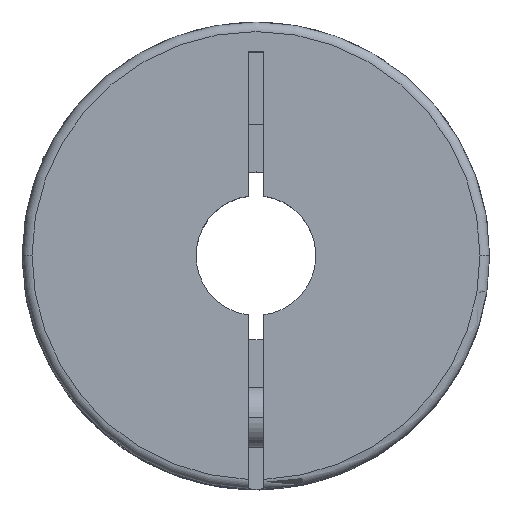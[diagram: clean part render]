
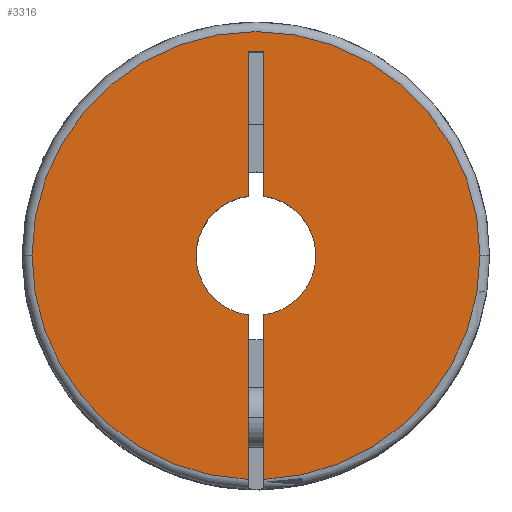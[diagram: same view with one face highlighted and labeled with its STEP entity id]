
A CAD part, top view. The second image highlights one B-rep face of the part: STEP entity #3316.
In plain terms, the highlighted planar face has unit normal (0, 0, 1).
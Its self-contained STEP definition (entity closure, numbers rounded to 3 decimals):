
#1 = CARTESIAN_POINT ( 'NONE',  ( -18.7, 0., 0. ) ) ;
#10 = CARTESIAN_POINT ( 'NONE',  ( 0.65, -19.5, 0. ) ) ;
#40 = LINE ( 'NONE', #2859, #296 ) ;
#92 = ORIENTED_EDGE ( 'NONE', *, *, #1352, .F. ) ;
#109 = AXIS2_PLACEMENT_3D ( 'NONE', #2896, #3215, #353 ) ;
#141 = CARTESIAN_POINT ( 'NONE',  ( 0.65, -4.958, 0. ) ) ;
#164 = EDGE_CURVE ( 'NONE', #3761, #3458, #2393, .T. ) ;
#199 = VERTEX_POINT ( 'NONE', #3517 ) ;
#232 = ORIENTED_EDGE ( 'NONE', *, *, #1888, .F. ) ;
#265 = VECTOR ( 'NONE', #456, 1000. ) ;
#296 = VECTOR ( 'NONE', #1132, 1000. ) ;
#322 = VECTOR ( 'NONE', #2489, 1000. ) ;
#353 = DIRECTION ( 'NONE',  ( -1., 0., 0. ) ) ;
#386 = EDGE_CURVE ( 'NONE', #199, #2741, #3486, .T. ) ;
#390 = ORIENTED_EDGE ( 'NONE', *, *, #1123, .F. ) ;
#395 = ORIENTED_EDGE ( 'NONE', *, *, #4315, .F. ) ;
#442 = ORIENTED_EDGE ( 'NONE', *, *, #164, .F. ) ;
#456 = DIRECTION ( 'NONE',  ( 0., -1., 0. ) ) ;
#489 = DIRECTION ( 'NONE',  ( 0., 0., -1. ) ) ;
#557 = CARTESIAN_POINT ( 'NONE',  ( 0.65, 4.958, 0. ) ) ;
#701 = CARTESIAN_POINT ( 'NONE',  ( -0.65, 4.958, 0. ) ) ;
#1052 = EDGE_CURVE ( 'NONE', #199, #4144, #2295, .T. ) ;
#1071 = VERTEX_POINT ( 'NONE', #557 ) ;
#1123 = EDGE_CURVE ( 'NONE', #1635, #1895, #2092, .T. ) ;
#1132 = DIRECTION ( 'NONE',  ( -1., 0., 0. ) ) ;
#1162 = AXIS2_PLACEMENT_3D ( 'NONE', #3455, #4392, #2402 ) ;
#1172 = CIRCLE ( 'NONE', #2347, 18.7 ) ;
#1174 = ORIENTED_EDGE ( 'NONE', *, *, #386, .T. ) ;
#1201 = CARTESIAN_POINT ( 'NONE',  ( 0., 0., 0. ) ) ;
#1221 = VERTEX_POINT ( 'NONE', #701 ) ;
#1299 = AXIS2_PLACEMENT_3D ( 'NONE', #2718, #3036, #4077 ) ;
#1352 = EDGE_CURVE ( 'NONE', #3458, #1635, #1820, .T. ) ;
#1364 = CARTESIAN_POINT ( 'NONE',  ( 0., 0., 0. ) ) ;
#1498 = CIRCLE ( 'NONE', #109, 5. ) ;
#1543 = CARTESIAN_POINT ( 'NONE',  ( -0.65, 17., 0. ) ) ;
#1625 = CARTESIAN_POINT ( 'NONE',  ( -0.65, -18.689, 0. ) ) ;
#1635 = VERTEX_POINT ( 'NONE', #2135 ) ;
#1652 = AXIS2_PLACEMENT_3D ( 'NONE', #4515, #2445, #3454 ) ;
#1723 = EDGE_CURVE ( 'NONE', #3373, #1221, #2872, .T. ) ;
#1820 = CIRCLE ( 'NONE', #1299, 18.7 ) ;
#1824 = LINE ( 'NONE', #10, #4332 ) ;
#1845 = EDGE_CURVE ( 'NONE', #2862, #3373, #40, .T. ) ;
#1865 = CARTESIAN_POINT ( 'NONE',  ( -0.65, 17., 0. ) ) ;
#1888 = EDGE_CURVE ( 'NONE', #1071, #2862, #1824, .T. ) ;
#1895 = VERTEX_POINT ( 'NONE', #141 ) ;
#1975 = DIRECTION ( 'NONE',  ( -1., 0., 0. ) ) ;
#2004 = CARTESIAN_POINT ( 'NONE',  ( 18.7, 0., 0. ) ) ;
#2092 = LINE ( 'NONE', #4431, #322 ) ;
#2097 = AXIS2_PLACEMENT_3D ( 'NONE', #1201, #489, #4405 ) ;
#2135 = CARTESIAN_POINT ( 'NONE',  ( 0.65, -18.689, 0. ) ) ;
#2295 = LINE ( 'NONE', #3002, #4203 ) ;
#2347 = AXIS2_PLACEMENT_3D ( 'NONE', #3668, #2365, #1975 ) ;
#2365 = DIRECTION ( 'NONE',  ( 0., 0., -1. ) ) ;
#2393 = CIRCLE ( 'NONE', #1652, 18.7 ) ;
#2396 = EDGE_CURVE ( 'NONE', #2741, #1221, #3995, .T. ) ;
#2402 = DIRECTION ( 'NONE',  ( 0., -1., 0. ) ) ;
#2408 = EDGE_CURVE ( 'NONE', #1071, #1895, #1498, .T. ) ;
#2445 = DIRECTION ( 'NONE',  ( 0., 0., -1. ) ) ;
#2489 = DIRECTION ( 'NONE',  ( 0., 1., 0. ) ) ;
#2575 = ORIENTED_EDGE ( 'NONE', *, *, #1845, .F. ) ;
#2676 = DIRECTION ( 'NONE',  ( 0., 1., 0. ) ) ;
#2718 = CARTESIAN_POINT ( 'NONE',  ( 0., 0., 0. ) ) ;
#2741 = VERTEX_POINT ( 'NONE', #4331 ) ;
#2773 = DIRECTION ( 'NONE',  ( 0., 0., -1. ) ) ;
#2859 = CARTESIAN_POINT ( 'NONE',  ( 0.65, 17., 0. ) ) ;
#2862 = VERTEX_POINT ( 'NONE', #3788 ) ;
#2872 = LINE ( 'NONE', #1865, #265 ) ;
#2894 = ORIENTED_EDGE ( 'NONE', *, *, #1723, .F. ) ;
#2896 = CARTESIAN_POINT ( 'NONE',  ( 0., 0., 0. ) ) ;
#3002 = CARTESIAN_POINT ( 'NONE',  ( -0.65, 17., 0. ) ) ;
#3010 = ORIENTED_EDGE ( 'NONE', *, *, #2396, .T. ) ;
#3036 = DIRECTION ( 'NONE',  ( 0., 0., -1. ) ) ;
#3091 = FACE_OUTER_BOUND ( 'NONE', #4464, .T. ) ;
#3215 = DIRECTION ( 'NONE',  ( 0., 0., -1. ) ) ;
#3272 = AXIS2_PLACEMENT_3D ( 'NONE', #1364, #2773, #4158 ) ;
#3316 = ADVANCED_FACE ( 'NONE', ( #3091 ), #4477, .F. ) ;
#3340 = ORIENTED_EDGE ( 'NONE', *, *, #2408, .T. ) ;
#3373 = VERTEX_POINT ( 'NONE', #1543 ) ;
#3454 = DIRECTION ( 'NONE',  ( -1., 0., 0. ) ) ;
#3455 = CARTESIAN_POINT ( 'NONE',  ( 0., 0., 0. ) ) ;
#3458 = VERTEX_POINT ( 'NONE', #2004 ) ;
#3486 = CIRCLE ( 'NONE', #2097, 5. ) ;
#3517 = CARTESIAN_POINT ( 'NONE',  ( -0.65, -4.958, 0. ) ) ;
#3668 = CARTESIAN_POINT ( 'NONE',  ( 0., 0., 0. ) ) ;
#3761 = VERTEX_POINT ( 'NONE', #1 ) ;
#3788 = CARTESIAN_POINT ( 'NONE',  ( 0.65, 17., 0. ) ) ;
#3995 = CIRCLE ( 'NONE', #3272, 5. ) ;
#4060 = ORIENTED_EDGE ( 'NONE', *, *, #1052, .F. ) ;
#4077 = DIRECTION ( 'NONE',  ( -1., 0., 0. ) ) ;
#4144 = VERTEX_POINT ( 'NONE', #1625 ) ;
#4158 = DIRECTION ( 'NONE',  ( -1., 0., 0. ) ) ;
#4203 = VECTOR ( 'NONE', #4389, 1000. ) ;
#4315 = EDGE_CURVE ( 'NONE', #4144, #3761, #1172, .T. ) ;
#4331 = CARTESIAN_POINT ( 'NONE',  ( -5., 0., 0. ) ) ;
#4332 = VECTOR ( 'NONE', #2676, 1000. ) ;
#4389 = DIRECTION ( 'NONE',  ( 0., -1., 0. ) ) ;
#4392 = DIRECTION ( 'NONE',  ( 0., 0., -1. ) ) ;
#4405 = DIRECTION ( 'NONE',  ( -1., 0., 0. ) ) ;
#4431 = CARTESIAN_POINT ( 'NONE',  ( 0.65, -19.5, 0. ) ) ;
#4464 = EDGE_LOOP ( 'NONE', ( #395, #4060, #1174, #3010, #2894, #2575, #232, #3340, #390, #92, #442 ) ) ;
#4477 = PLANE ( 'NONE',  #1162 ) ;
#4515 = CARTESIAN_POINT ( 'NONE',  ( 0., 0., 0. ) ) ;
